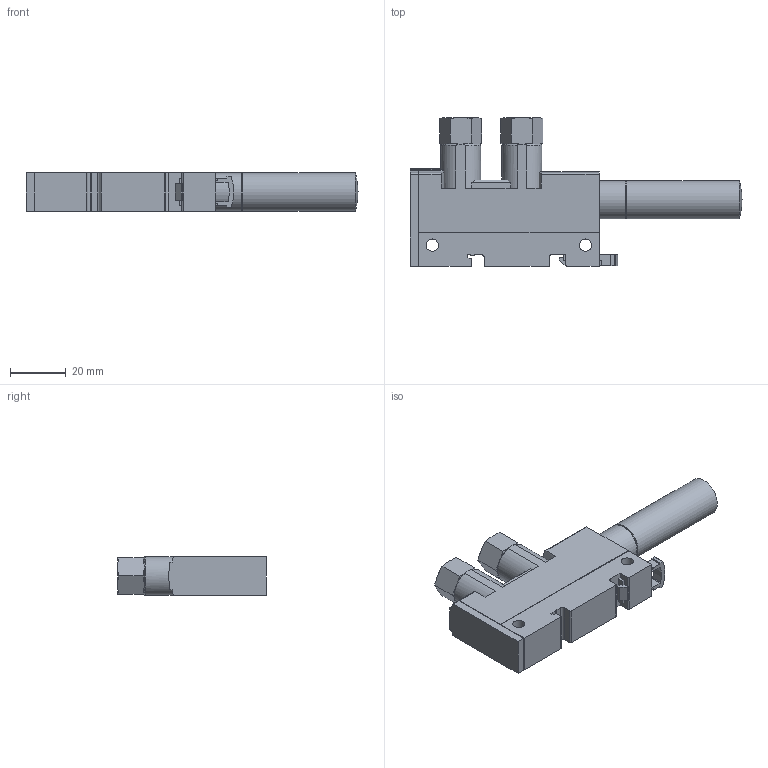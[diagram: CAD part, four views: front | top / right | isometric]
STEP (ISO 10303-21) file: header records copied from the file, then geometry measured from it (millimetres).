
FILE_DESCRIPTION(/* description */ ('STEP AP214'),/* implementation_level */ '2;1');
FILE_NAME(/* name */ '532633_VN-07-L-T3-PI4-VI4-RO1-A',/* time_stamp */ '2024-09-17T00:16:27+02:00',/* author */ ('License CC BY-ND 4.0'),/* organization */ ('CADENAS'),/* preprocessor_version */ 'ST-DEVELOPER v19.3',/* originating_system */ 'PARTsolutions',/* authorisation */ ' ');
FILE_SCHEMA (('AUTOMOTIVE_DESIGN {1 0 10303 214 3 1 1}'));
Length unit declared in the file: millimetre
Products named in the file (1): 532633 VN-07-L-T3-PI4-VI4-RO1-A
Bounding box: 119.3 x 53.4 x 14 mm (x, y, z)
Volume: 43267.5 mm3; surface area: 12809.6 mm2
Topology: 1 solids, 1 shells, 179 faces, 485 edges, 315 vertices
Faces by surface type: plane 97, cylinder 53, cone 26, torus 3
Full cylindrical faces by diameter (mm): 4.4 x2, 8.566 x2, 12.8 x1, 13.8 x2
Entity records: 6904 total; most frequent: CARTESIAN_POINT 1195, ORIENTED_EDGE 936, DIRECTION 894, EDGE_CURVE 468, AXIS2_PLACEMENT_3D 312, VERTEX_POINT 311, LINE 270, VECTOR 270
